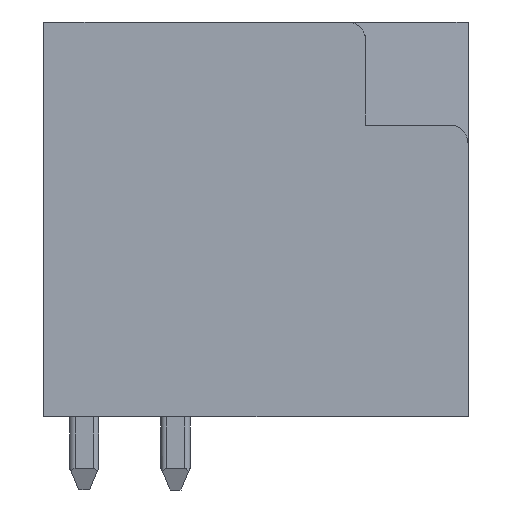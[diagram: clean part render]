
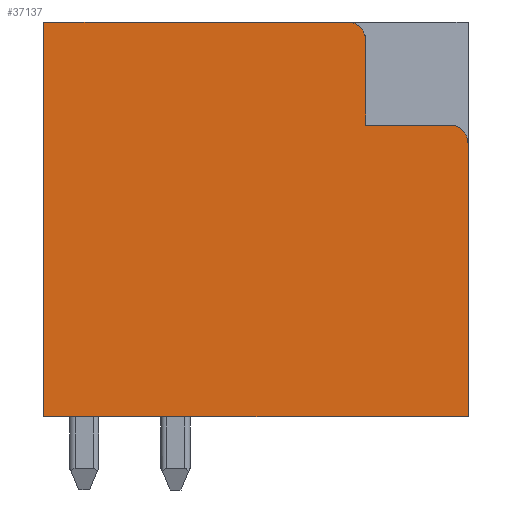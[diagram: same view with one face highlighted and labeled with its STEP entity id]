
A CAD part, left-side view. The second image highlights one B-rep face of the part: STEP entity #37137.
In plain terms, the highlighted planar face has unit normal (-1, 0, 0).
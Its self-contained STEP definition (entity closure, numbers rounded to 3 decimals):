
#913=CIRCLE('',#39596,0.5);
#914=CIRCLE('',#39597,0.5);
#9000=ORIENTED_EDGE('',*,*,#15210,.F.);
#9001=ORIENTED_EDGE('',*,*,#15876,.T.);
#9002=ORIENTED_EDGE('',*,*,#15877,.T.);
#9003=ORIENTED_EDGE('',*,*,#15878,.T.);
#9004=ORIENTED_EDGE('',*,*,#15879,.T.);
#9005=ORIENTED_EDGE('',*,*,#14559,.F.);
#9006=ORIENTED_EDGE('',*,*,#15336,.F.);
#9007=ORIENTED_EDGE('',*,*,#15880,.T.);
#14559=EDGE_CURVE('',#19075,#19076,#22841,.T.);
#15210=EDGE_CURVE('',#19504,#19505,#23450,.T.);
#15336=EDGE_CURVE('',#19606,#19075,#23576,.T.);
#15876=EDGE_CURVE('',#19504,#19857,#913,.F.);
#15877=EDGE_CURVE('',#19857,#19858,#24109,.T.);
#15878=EDGE_CURVE('',#19858,#19859,#24110,.T.);
#15879=EDGE_CURVE('',#19859,#19076,#914,.F.);
#15880=EDGE_CURVE('',#19606,#19505,#24111,.T.);
#19075=VERTEX_POINT('',#55588);
#19076=VERTEX_POINT('',#55590);
#19504=VERTEX_POINT('',#56996);
#19505=VERTEX_POINT('',#56998);
#19606=VERTEX_POINT('',#57233);
#19857=VERTEX_POINT('',#58338);
#19858=VERTEX_POINT('',#58340);
#19859=VERTEX_POINT('',#58342);
#22841=LINE('',#55589,#27467);
#23450=LINE('',#56997,#28076);
#23576=LINE('',#57234,#28202);
#24109=LINE('',#58339,#28735);
#24110=LINE('',#58341,#28736);
#24111=LINE('',#58344,#28737);
#27467=VECTOR('',#45091,1000.);
#28076=VECTOR('',#46120,1000.);
#28202=VECTOR('',#46264,1000.);
#28735=VECTOR('',#47407,1000.);
#28736=VECTOR('',#47408,1000.);
#28737=VECTOR('',#47411,1000.);
#31497=EDGE_LOOP('',(#9000,#9001,#9002,#9003,#9004,#9005,#9006,#9007));
#33604=FACE_BOUND('',#31497,.T.);
#35269=PLANE('',#39595);
#37137=ADVANCED_FACE('',(#33604),#35269,.F.);
#39595=AXIS2_PLACEMENT_3D('',#58336,#47403,#47404);
#39596=AXIS2_PLACEMENT_3D('',#58337,#47405,#47406);
#39597=AXIS2_PLACEMENT_3D('',#58343,#47409,#47410);
#45091=DIRECTION('',(0.,-1.,0.));
#46120=DIRECTION('',(0.,0.,-1.));
#46264=DIRECTION('',(0.,0.,1.));
#47403=DIRECTION('',(1.,0.,0.));
#47404=DIRECTION('',(0.,0.,-1.));
#47405=DIRECTION('',(1.,0.,0.));
#47406=DIRECTION('',(0.,0.,-1.));
#47407=DIRECTION('',(0.,1.,0.));
#47408=DIRECTION('',(0.,0.,1.));
#47409=DIRECTION('',(1.,0.,0.));
#47410=DIRECTION('',(0.,0.,-1.));
#47411=DIRECTION('',(0.,-1.,0.));
#55588=CARTESIAN_POINT('',(-24.5,11.6,10.8));
#55589=CARTESIAN_POINT('',(-24.5,11.6,10.8));
#55590=CARTESIAN_POINT('',(-24.5,3.3,10.8));
#56996=CARTESIAN_POINT('',(-24.5,0.,7.48));
#56997=CARTESIAN_POINT('',(-24.5,0.,10.8));
#56998=CARTESIAN_POINT('',(-24.5,0.,0.));
#57233=CARTESIAN_POINT('',(-24.5,11.6,0.));
#57234=CARTESIAN_POINT('',(-24.5,11.6,0.303));
#58336=CARTESIAN_POINT('',(-24.5,0.,0.));
#58337=CARTESIAN_POINT('',(-24.5,0.5,7.48));
#58338=CARTESIAN_POINT('',(-24.5,0.5,7.98));
#58339=CARTESIAN_POINT('',(-24.5,0.,7.98));
#58340=CARTESIAN_POINT('',(-24.5,2.8,7.98));
#58341=CARTESIAN_POINT('',(-24.5,2.8,7.98));
#58342=CARTESIAN_POINT('',(-24.5,2.8,10.3));
#58343=CARTESIAN_POINT('',(-24.5,3.3,10.3));
#58344=CARTESIAN_POINT('',(-24.5,11.6,0.));
